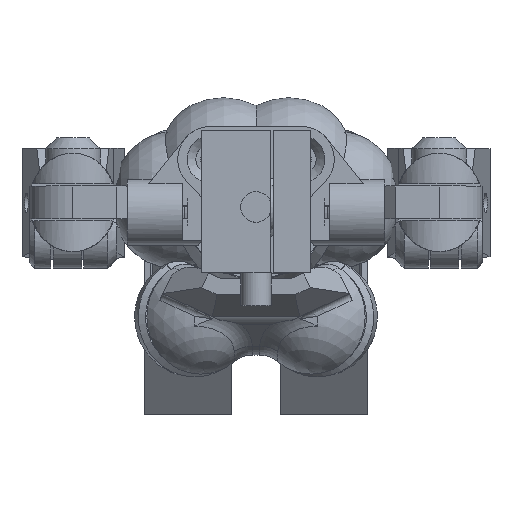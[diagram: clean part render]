
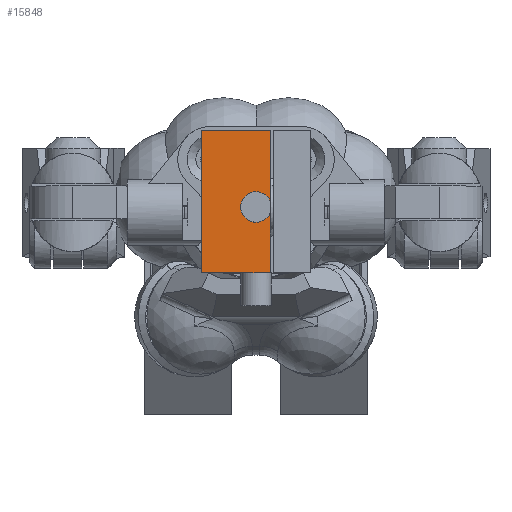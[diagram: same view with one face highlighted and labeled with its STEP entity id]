
A CAD part, top view. The second image highlights one B-rep face of the part: STEP entity #15848.
In plain terms, the highlighted planar face has unit normal (0, 0, 1).
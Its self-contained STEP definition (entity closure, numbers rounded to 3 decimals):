
#1198=PLANE('',#16951);
#1770=FACE_OUTER_BOUND('',#2733,.T.);
#2733=EDGE_LOOP('',(#11179,#11180,#11181,#11182,#11183,#11184));
#3854=LINE('',#23119,#5121);
#3868=LINE('',#23176,#5135);
#3873=LINE('',#23187,#5140);
#3879=LINE('',#23200,#5146);
#3880=LINE('',#23202,#5147);
#5121=VECTOR('',#18642,10.);
#5135=VECTOR('',#18702,10.);
#5140=VECTOR('',#18711,10.);
#5146=VECTOR('',#18725,10.);
#5147=VECTOR('',#18728,10.);
#6363=CIRCLE('',#16932,1.4);
#7015=VERTEX_POINT('',#23116);
#7016=VERTEX_POINT('',#23118);
#7024=VERTEX_POINT('',#23139);
#7026=VERTEX_POINT('',#23143);
#7036=VERTEX_POINT('',#23175);
#7040=VERTEX_POINT('',#23185);
#8632=EDGE_CURVE('',#7015,#7016,#3854,.T.);
#8645=EDGE_CURVE('',#7024,#7026,#6363,.T.);
#8659=EDGE_CURVE('',#7036,#7024,#3868,.T.);
#8666=EDGE_CURVE('',#7026,#7040,#3873,.T.);
#8673=EDGE_CURVE('',#7015,#7036,#3879,.T.);
#8674=EDGE_CURVE('',#7016,#7040,#3880,.T.);
#11179=ORIENTED_EDGE('',*,*,#8645,.T.);
#11180=ORIENTED_EDGE('',*,*,#8666,.T.);
#11181=ORIENTED_EDGE('',*,*,#8674,.F.);
#11182=ORIENTED_EDGE('',*,*,#8632,.F.);
#11183=ORIENTED_EDGE('',*,*,#8673,.T.);
#11184=ORIENTED_EDGE('',*,*,#8659,.T.);
#15848=ADVANCED_FACE('',(#1770),#1198,.T.);
#16932=AXIS2_PLACEMENT_3D('',#23145,#18668,#18669);
#16951=AXIS2_PLACEMENT_3D('',#23201,#18726,#18727);
#18642=DIRECTION('',(0.,1.,0.));
#18668=DIRECTION('center_axis',(0.,0.,-1.));
#18669=DIRECTION('ref_axis',(-1.,0.,0.));
#18702=DIRECTION('',(0.,1.,0.));
#18711=DIRECTION('',(0.,1.,0.));
#18725=DIRECTION('',(1.,0.,0.));
#18726=DIRECTION('center_axis',(0.,0.,1.));
#18727=DIRECTION('ref_axis',(0.,-1.,0.));
#18728=DIRECTION('',(1.,0.,0.));
#23116=CARTESIAN_POINT('',(-5.,-6.,22.));
#23118=CARTESIAN_POINT('',(-5.,7.,22.));
#23119=CARTESIAN_POINT('',(-5.,-4.,22.));
#23139=CARTESIAN_POINT('',(1.3,-0.52,22.));
#23143=CARTESIAN_POINT('',(1.3,0.52,22.));
#23145=CARTESIAN_POINT('Origin',(0.,0.,22.));
#23175=CARTESIAN_POINT('',(1.3,-6.,22.));
#23176=CARTESIAN_POINT('',(1.3,2.,22.));
#23185=CARTESIAN_POINT('',(1.3,7.,22.));
#23187=CARTESIAN_POINT('',(1.3,2.,22.));
#23200=CARTESIAN_POINT('',(0.,-6.,22.));
#23201=CARTESIAN_POINT('Origin',(0.,4.,22.));
#23202=CARTESIAN_POINT('',(0.,7.,22.));
